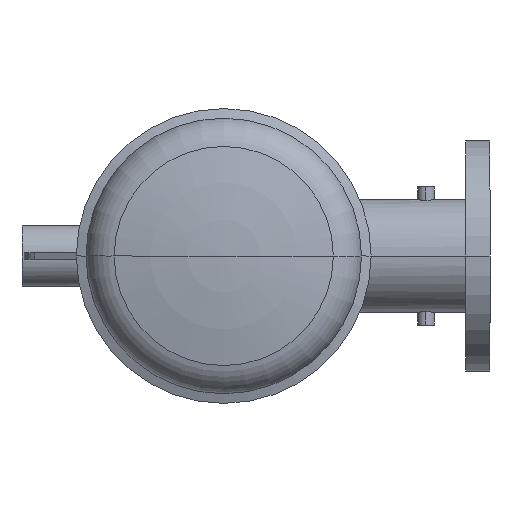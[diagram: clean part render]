
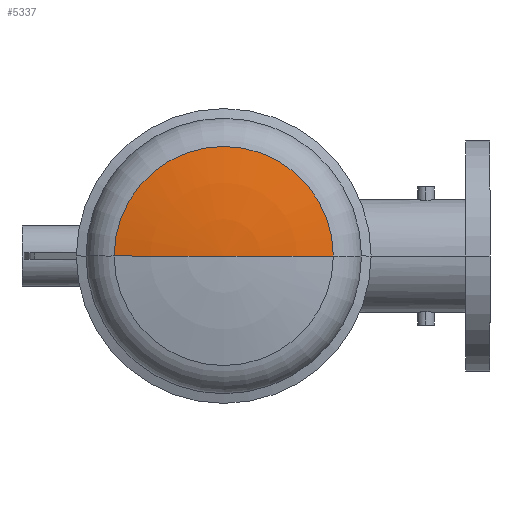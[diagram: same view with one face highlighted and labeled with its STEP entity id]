
A CAD part, left-side view. The second image highlights one B-rep face of the part: STEP entity #5337.
In plain terms, the highlighted toroidal (fillet/blend) face has major radius 0 mm and minor radius 508 mm.
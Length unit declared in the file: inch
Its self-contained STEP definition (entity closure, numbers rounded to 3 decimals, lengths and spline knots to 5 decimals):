
#621 = EDGE_CURVE ( 'NONE', #6415, #6012, #4753, .T. ) ;
#803 = AXIS2_PLACEMENT_3D ( 'NONE', #3241, #1061, #2110 ) ;
#843 = EDGE_CURVE ( 'NONE', #2763, #6012, #5144, .T. ) ;
#959 = CIRCLE ( 'NONE', #5320, 4.27144 ) ;
#1061 = DIRECTION ( 'NONE',  ( -1., 0., 0. ) ) ;
#1177 = AXIS2_PLACEMENT_3D ( 'NONE', #5599, #2300, #1207 ) ;
#1207 = DIRECTION ( 'NONE',  ( 0., -1., 0. ) ) ;
#1701 = CARTESIAN_POINT ( 'NONE',  ( 0.46073, 0.00337, 0. ) ) ;
#2067 = AXIS2_PLACEMENT_3D ( 'NONE', #5294, #6984, #6957 ) ;
#2110 = DIRECTION ( 'NONE',  ( 0., -1., 0. ) ) ;
#2300 = DIRECTION ( 'NONE',  ( 0., 0., 1. ) ) ;
#2460 = CARTESIAN_POINT ( 'NONE',  ( 0.46073, -4.26806, 0. ) ) ;
#2763 = VERTEX_POINT ( 'NONE', #5073 ) ;
#3114 = CARTESIAN_POINT ( 'NONE',  ( -0.00073, 0.00337, 0. ) ) ;
#3241 = CARTESIAN_POINT ( 'NONE',  ( 19.99927, 0.00337, 0. ) ) ;
#3275 = EDGE_LOOP ( 'NONE', ( #6947, #6308, #6803 ) ) ;
#3367 = DIRECTION ( 'NONE',  ( -1., 0., 0. ) ) ;
#3818 = DIRECTION ( 'NONE',  ( 0., -1., 0. ) ) ;
#4030 = TOROIDAL_SURFACE ( 'NONE', #803, 0., 20. ) ;
#4122 = FACE_OUTER_BOUND ( 'NONE', #3275, .T. ) ;
#4753 = CIRCLE ( 'NONE', #2067, 20. ) ;
#5073 = CARTESIAN_POINT ( 'NONE',  ( 0.46073, 4.27481, 0. ) ) ;
#5144 = CIRCLE ( 'NONE', #1177, 20. ) ;
#5294 = CARTESIAN_POINT ( 'NONE',  ( 19.99927, 0.00337, 0. ) ) ;
#5320 = AXIS2_PLACEMENT_3D ( 'NONE', #1701, #3367, #3818 ) ;
#5337 = ADVANCED_FACE ( 'NONE', ( #4122 ), #4030, .T. ) ;
#5599 = CARTESIAN_POINT ( 'NONE',  ( 19.99927, 0.00338, 0. ) ) ;
#6012 = VERTEX_POINT ( 'NONE', #3114 ) ;
#6308 = ORIENTED_EDGE ( 'NONE', *, *, #843, .T. ) ;
#6415 = VERTEX_POINT ( 'NONE', #2460 ) ;
#6803 = ORIENTED_EDGE ( 'NONE', *, *, #621, .F. ) ;
#6947 = ORIENTED_EDGE ( 'NONE', *, *, #7193, .T. ) ;
#6957 = DIRECTION ( 'NONE',  ( -1., 0., 0. ) ) ;
#6984 = DIRECTION ( 'NONE',  ( 0., 0., -1. ) ) ;
#7193 = EDGE_CURVE ( 'NONE', #6415, #2763, #959, .T. ) ;
